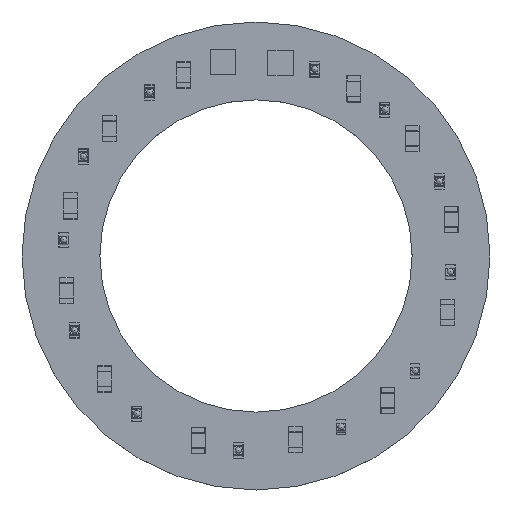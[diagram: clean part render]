
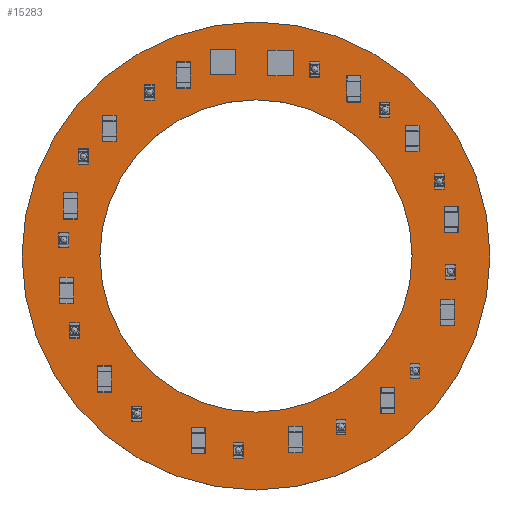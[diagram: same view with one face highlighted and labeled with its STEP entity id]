
A CAD part, top view. The second image highlights one B-rep face of the part: STEP entity #15283.
In plain terms, the highlighted planar face has unit normal (0, 0, 1).
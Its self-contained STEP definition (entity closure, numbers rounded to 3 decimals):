
#347=FACE_BOUND('',#2482,.T.);
#348=FACE_BOUND('',#2483,.T.);
#349=FACE_BOUND('',#2484,.T.);
#910=PLANE('',#16476);
#1640=FACE_OUTER_BOUND('',#2481,.T.);
#2481=EDGE_LOOP('',(#13891));
#2482=EDGE_LOOP('',(#13892));
#2483=EDGE_LOOP('',(#13893));
#2484=EDGE_LOOP('',(#13894));
#6466=CIRCLE('',#16466,0.965);
#6468=CIRCLE('',#16469,0.965);
#6469=CIRCLE('',#16471,20.025);
#6471=CIRCLE('',#16474,30.017);
#7828=VERTEX_POINT('',#24789);
#7830=VERTEX_POINT('',#24795);
#7831=VERTEX_POINT('',#24799);
#7833=VERTEX_POINT('',#24805);
#9855=EDGE_CURVE('',#7828,#7828,#6466,.T.);
#9858=EDGE_CURVE('',#7830,#7830,#6468,.T.);
#9859=EDGE_CURVE('',#7831,#7831,#6469,.T.);
#9862=EDGE_CURVE('',#7833,#7833,#6471,.T.);
#13891=ORIENTED_EDGE('',*,*,#9862,.T.);
#13892=ORIENTED_EDGE('',*,*,#9855,.T.);
#13893=ORIENTED_EDGE('',*,*,#9858,.T.);
#13894=ORIENTED_EDGE('',*,*,#9859,.T.);
#15283=ADVANCED_FACE('',(#1640,#347,#348,#349),#910,.T.);
#16466=AXIS2_PLACEMENT_3D('',#24791,#20234,#20235);
#16469=AXIS2_PLACEMENT_3D('',#24797,#20241,#20242);
#16471=AXIS2_PLACEMENT_3D('',#24800,#20245,#20246);
#16474=AXIS2_PLACEMENT_3D('',#24806,#20252,#20253);
#16476=AXIS2_PLACEMENT_3D('',#24810,#20257,#20258);
#20234=DIRECTION('center_axis',(0.,0.,-1.));
#20235=DIRECTION('ref_axis',(1.,0.,0.));
#20241=DIRECTION('center_axis',(0.,0.,-1.));
#20242=DIRECTION('ref_axis',(1.,0.,0.));
#20245=DIRECTION('center_axis',(0.,0.,-1.));
#20246=DIRECTION('ref_axis',(1.,0.,0.));
#20252=DIRECTION('center_axis',(0.,0.,1.));
#20253=DIRECTION('ref_axis',(1.,0.,0.));
#20257=DIRECTION('center_axis',(0.,0.,1.));
#20258=DIRECTION('ref_axis',(1.,0.,0.));
#24789=CARTESIAN_POINT('',(2.195,24.76,0.053));
#24791=CARTESIAN_POINT('Origin',(3.16,24.76,0.053));
#24795=CARTESIAN_POINT('',(-5.205,24.88,0.053));
#24797=CARTESIAN_POINT('Origin',(-4.24,24.88,0.053));
#24799=CARTESIAN_POINT('',(-20.025,0.,0.053));
#24800=CARTESIAN_POINT('Origin',(0.,0.,0.053));
#24805=CARTESIAN_POINT('',(-30.017,0.,0.053));
#24806=CARTESIAN_POINT('Origin',(0.,0.,0.053));
#24810=CARTESIAN_POINT('Origin',(0.,0.,0.053));
